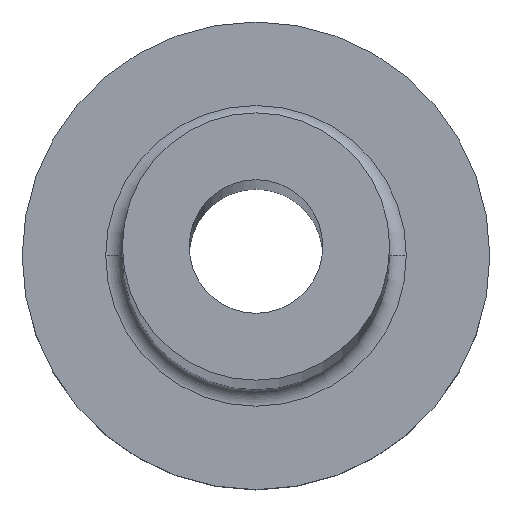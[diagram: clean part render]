
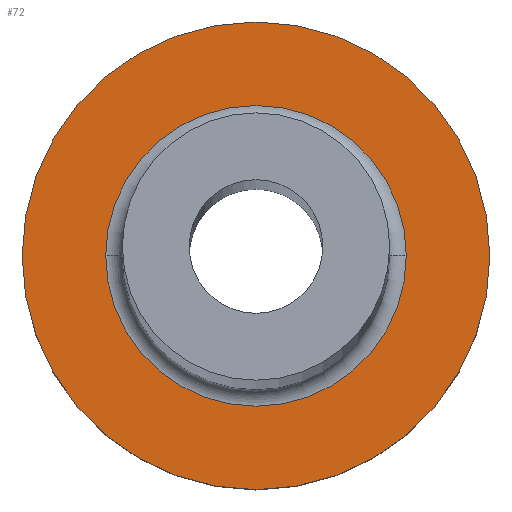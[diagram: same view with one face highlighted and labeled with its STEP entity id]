
A CAD part, top view. The second image highlights one B-rep face of the part: STEP entity #72.
In plain terms, the highlighted planar face has unit normal (0, 0, 1).
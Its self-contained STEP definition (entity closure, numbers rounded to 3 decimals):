
#10 = CIRCLE ( 'NONE', #264, 7. ) ;
#34 = VERTEX_POINT ( 'NONE', #130 ) ;
#51 = CARTESIAN_POINT ( 'NONE',  ( 0., 0., 5. ) ) ;
#53 = EDGE_CURVE ( 'NONE', #122, #362, #10, .T. ) ;
#63 = AXIS2_PLACEMENT_3D ( 'NONE', #51, #292, #184 ) ;
#72 = ADVANCED_FACE ( 'NONE', ( #246, #340 ), #74, .T. ) ;
#74 = PLANE ( 'NONE',  #280 ) ;
#82 = CARTESIAN_POINT ( 'NONE',  ( 7., 0., 5. ) ) ;
#90 = EDGE_LOOP ( 'NONE', ( #149, #242 ) ) ;
#93 = EDGE_CURVE ( 'NONE', #34, #211, #205, .T. ) ;
#94 = DIRECTION ( 'NONE',  ( 1., 0., 0. ) ) ;
#95 = DIRECTION ( 'NONE',  ( 1., 0., 0. ) ) ;
#99 = CARTESIAN_POINT ( 'NONE',  ( -7., 0., 5. ) ) ;
#112 = CARTESIAN_POINT ( 'NONE',  ( -4.5, 0., 5. ) ) ;
#122 = VERTEX_POINT ( 'NONE', #82 ) ;
#124 = ORIENTED_EDGE ( 'NONE', *, *, #287, .T. ) ;
#126 = CARTESIAN_POINT ( 'NONE',  ( 0., 0., 5. ) ) ;
#130 = CARTESIAN_POINT ( 'NONE',  ( 4.5, 0., 5. ) ) ;
#131 = AXIS2_PLACEMENT_3D ( 'NONE', #361, #357, #94 ) ;
#149 = ORIENTED_EDGE ( 'NONE', *, *, #253, .T. ) ;
#154 = DIRECTION ( 'NONE',  ( 0., 0., 1. ) ) ;
#161 = DIRECTION ( 'NONE',  ( 0., 0., -1. ) ) ;
#184 = DIRECTION ( 'NONE',  ( 1., 0., 0. ) ) ;
#187 = DIRECTION ( 'NONE',  ( 0., 0., 1. ) ) ;
#199 = EDGE_LOOP ( 'NONE', ( #267, #124 ) ) ;
#205 = CIRCLE ( 'NONE', #256, 4.5 ) ;
#211 = VERTEX_POINT ( 'NONE', #112 ) ;
#216 = DIRECTION ( 'NONE',  ( 1., 0., 0. ) ) ;
#217 = CIRCLE ( 'NONE', #131, 4.5 ) ;
#222 = CARTESIAN_POINT ( 'NONE',  ( 0., 0., 5. ) ) ;
#223 = CIRCLE ( 'NONE', #63, 7. ) ;
#242 = ORIENTED_EDGE ( 'NONE', *, *, #53, .T. ) ;
#246 = FACE_BOUND ( 'NONE', #199, .T. ) ;
#253 = EDGE_CURVE ( 'NONE', #362, #122, #223, .T. ) ;
#256 = AXIS2_PLACEMENT_3D ( 'NONE', #276, #161, #95 ) ;
#264 = AXIS2_PLACEMENT_3D ( 'NONE', #126, #187, #216 ) ;
#267 = ORIENTED_EDGE ( 'NONE', *, *, #93, .T. ) ;
#276 = CARTESIAN_POINT ( 'NONE',  ( 0., 0., 5. ) ) ;
#280 = AXIS2_PLACEMENT_3D ( 'NONE', #222, #154, #364 ) ;
#287 = EDGE_CURVE ( 'NONE', #211, #34, #217, .T. ) ;
#292 = DIRECTION ( 'NONE',  ( 0., 0., 1. ) ) ;
#340 = FACE_OUTER_BOUND ( 'NONE', #90, .T. ) ;
#357 = DIRECTION ( 'NONE',  ( 0., 0., -1. ) ) ;
#361 = CARTESIAN_POINT ( 'NONE',  ( 0., 0., 5. ) ) ;
#362 = VERTEX_POINT ( 'NONE', #99 ) ;
#364 = DIRECTION ( 'NONE',  ( 1., 0., 0. ) ) ;
